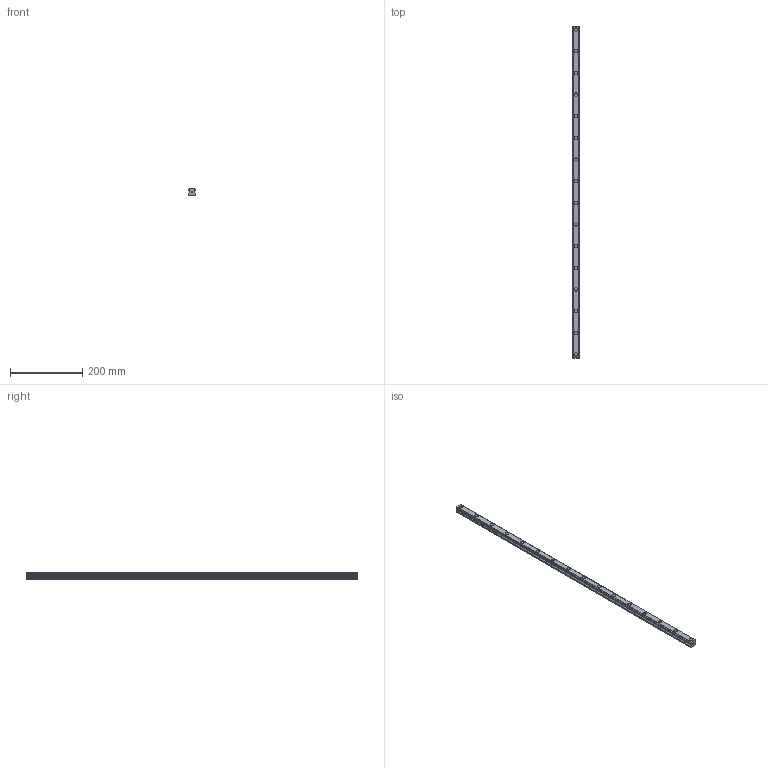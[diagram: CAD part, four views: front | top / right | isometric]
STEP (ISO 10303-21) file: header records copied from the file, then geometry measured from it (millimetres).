
FILE_DESCRIPTION(('STEP AP214'),'1');
FILE_NAME('cctmp_1FB5374C-0FE8-416F-8F48-AEA8CCA13551_2020_5_18_11_4_39_774..stp','2020-05-18T09:04:39',('HIWIN GmbH'),('CADClick - www.CADClick.com'),'Spatial InterOp 3D',' ','unknown authorization');
FILE_SCHEMA(('AUTOMOTIVE_DESIGN'));
Length unit declared in the file: millimetre
Products named in the file (1): HGR20R920H_FILE
Bounding box: 20 x 920 x 17.5 mm (x, y, z)
Volume: 262489.6 mm3; surface area: 78748.9 mm2
Topology: 1 solids, 1 shells, 251 faces, 591 edges, 394 vertices
Faces by surface type: plane 133, cylinder 118
Entity records: 9313 total; most frequent: DIRECTION 1331, CARTESIAN_POINT 1237, ORIENTED_EDGE 1182, EDGE_CURVE 591, AXIS2_PLACEMENT_3D 488, VERTEX_POINT 394, LINE 355, VECTOR 355
